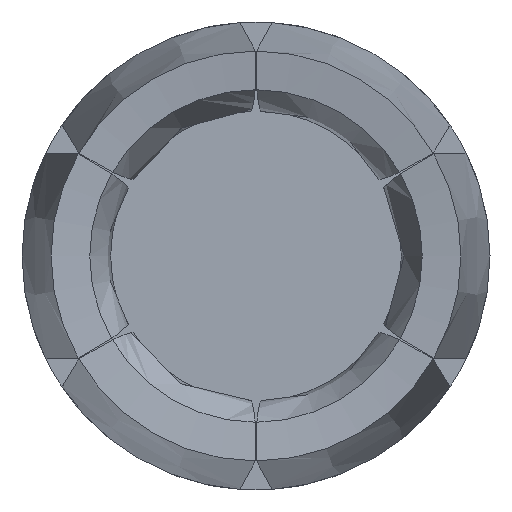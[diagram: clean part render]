
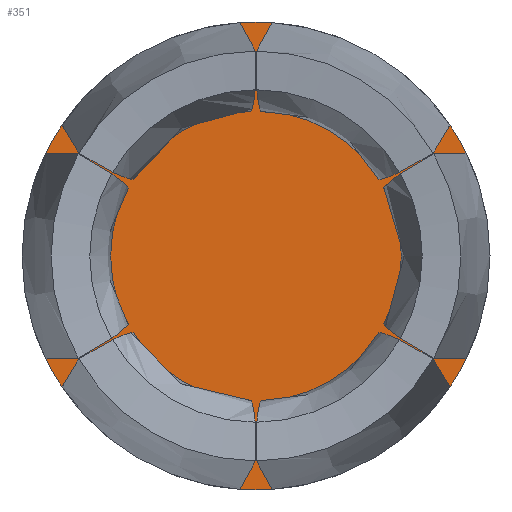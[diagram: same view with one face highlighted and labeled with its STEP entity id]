
A CAD part, front view. The second image highlights one B-rep face of the part: STEP entity #351.
In plain terms, the highlighted planar face has unit normal (0, -1, 0).
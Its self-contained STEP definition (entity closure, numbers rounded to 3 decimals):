
#75=LINE('',#1764,#159);
#78=LINE('',#1774,#162);
#89=LINE('',#1861,#173);
#92=LINE('',#1869,#176);
#103=LINE('',#1956,#187);
#106=LINE('',#1964,#190);
#117=LINE('',#2051,#201);
#120=LINE('',#2059,#204);
#127=LINE('',#2078,#211);
#143=LINE('',#2209,#227);
#145=LINE('',#2215,#229);
#146=LINE('',#2217,#230);
#159=VECTOR('',#1406,1.);
#162=VECTOR('',#1417,1.);
#173=VECTOR('',#1450,1.);
#176=VECTOR('',#1459,1.);
#187=VECTOR('',#1492,1.);
#190=VECTOR('',#1501,1.);
#201=VECTOR('',#1534,1.);
#204=VECTOR('',#1543,1.);
#211=VECTOR('',#1558,1.);
#227=VECTOR('',#1622,1.);
#229=VECTOR('',#1630,1.);
#230=VECTOR('',#1633,1.);
#351=ADVANCED_FACE('',(#436),#382,.T.);
#382=PLANE('',#1331);
#436=FACE_OUTER_BOUND('',#506,.T.);
#506=EDGE_LOOP('',(#815,#816,#817,#818,#819,#820,#821,#822,#823,#824,#825,
#826,#827,#828,#829,#830,#831,#832,#833,#834,#835,#836,#837,#838,#839));
#815=ORIENTED_EDGE('',*,*,#1150,.T.);
#816=ORIENTED_EDGE('',*,*,#1137,.F.);
#817=ORIENTED_EDGE('',*,*,#1015,.T.);
#818=ORIENTED_EDGE('',*,*,#1018,.F.);
#819=ORIENTED_EDGE('',*,*,#1017,.F.);
#820=ORIENTED_EDGE('',*,*,#1020,.T.);
#821=ORIENTED_EDGE('',*,*,#1145,.F.);
#822=ORIENTED_EDGE('',*,*,#1042,.T.);
#823=ORIENTED_EDGE('',*,*,#1044,.F.);
#824=ORIENTED_EDGE('',*,*,#1046,.T.);
#825=ORIENTED_EDGE('',*,*,#1144,.F.);
#826=ORIENTED_EDGE('',*,*,#1068,.T.);
#827=ORIENTED_EDGE('',*,*,#1070,.F.);
#828=ORIENTED_EDGE('',*,*,#1072,.T.);
#829=ORIENTED_EDGE('',*,*,#1143,.F.);
#830=ORIENTED_EDGE('',*,*,#1094,.T.);
#831=ORIENTED_EDGE('',*,*,#1096,.F.);
#832=ORIENTED_EDGE('',*,*,#1098,.T.);
#833=ORIENTED_EDGE('',*,*,#1142,.F.);
#834=ORIENTED_EDGE('',*,*,#1107,.T.);
#835=ORIENTED_EDGE('',*,*,#1100,.F.);
#836=ORIENTED_EDGE('',*,*,#1151,.T.);
#837=ORIENTED_EDGE('',*,*,#1140,.F.);
#838=ORIENTED_EDGE('',*,*,#1147,.T.);
#839=ORIENTED_EDGE('',*,*,#1149,.F.);
#887=VERTEX_POINT('',#1761);
#888=VERTEX_POINT('',#1763);
#889=VERTEX_POINT('',#1767);
#890=VERTEX_POINT('',#1769);
#891=VERTEX_POINT('',#1773);
#906=VERTEX_POINT('',#1858);
#907=VERTEX_POINT('',#1860);
#908=VERTEX_POINT('',#1864);
#909=VERTEX_POINT('',#1868);
#924=VERTEX_POINT('',#1953);
#925=VERTEX_POINT('',#1955);
#926=VERTEX_POINT('',#1959);
#927=VERTEX_POINT('',#1963);
#942=VERTEX_POINT('',#2048);
#943=VERTEX_POINT('',#2050);
#944=VERTEX_POINT('',#2054);
#945=VERTEX_POINT('',#2058);
#947=VERTEX_POINT('',#2063);
#948=VERTEX_POINT('',#2065);
#951=VERTEX_POINT('',#2072);
#975=VERTEX_POINT('',#2195);
#976=VERTEX_POINT('',#2198);
#977=VERTEX_POINT('',#2200);
#978=VERTEX_POINT('',#2208);
#979=VERTEX_POINT('',#2212);
#1015=EDGE_CURVE('',#887,#888,#75,.T.);
#1017=EDGE_CURVE('',#889,#890,#1174,.T.);
#1018=EDGE_CURVE('',#890,#888,#1175,.T.);
#1020=EDGE_CURVE('',#889,#891,#78,.T.);
#1042=EDGE_CURVE('',#906,#907,#89,.T.);
#1044=EDGE_CURVE('',#908,#907,#1181,.T.);
#1046=EDGE_CURVE('',#908,#909,#92,.T.);
#1068=EDGE_CURVE('',#924,#925,#103,.T.);
#1070=EDGE_CURVE('',#926,#925,#1187,.T.);
#1072=EDGE_CURVE('',#926,#927,#106,.T.);
#1094=EDGE_CURVE('',#942,#943,#117,.T.);
#1096=EDGE_CURVE('',#944,#943,#1193,.T.);
#1098=EDGE_CURVE('',#944,#945,#120,.T.);
#1100=EDGE_CURVE('',#947,#948,#1194,.T.);
#1107=EDGE_CURVE('',#951,#948,#127,.T.);
#1137=EDGE_CURVE('',#887,#975,#1204,.T.);
#1140=EDGE_CURVE('',#976,#977,#1205,.T.);
#1142=EDGE_CURVE('',#951,#945,#1206,.T.);
#1143=EDGE_CURVE('',#942,#927,#1207,.T.);
#1144=EDGE_CURVE('',#924,#909,#1208,.T.);
#1145=EDGE_CURVE('',#906,#891,#1209,.T.);
#1147=EDGE_CURVE('',#976,#978,#143,.T.);
#1149=EDGE_CURVE('',#979,#978,#1210,.T.);
#1150=EDGE_CURVE('',#979,#975,#145,.T.);
#1151=EDGE_CURVE('',#947,#977,#146,.T.);
#1174=CIRCLE('',#1254,2.1);
#1175=CIRCLE('',#1255,2.1);
#1181=CIRCLE('',#1269,2.1);
#1187=CIRCLE('',#1283,2.1);
#1193=CIRCLE('',#1297,2.1);
#1194=CIRCLE('',#1300,2.1);
#1204=CIRCLE('',#1320,3.);
#1205=CIRCLE('',#1321,3.);
#1206=CIRCLE('',#1322,3.);
#1207=CIRCLE('',#1323,3.);
#1208=CIRCLE('',#1324,3.);
#1209=CIRCLE('',#1325,3.);
#1210=CIRCLE('',#1328,2.1);
#1254=AXIS2_PLACEMENT_3D('',#1768,#1410,#1411);
#1255=AXIS2_PLACEMENT_3D('',#1770,#1412,#1413);
#1269=AXIS2_PLACEMENT_3D('',#1865,#1454,#1455);
#1283=AXIS2_PLACEMENT_3D('',#1960,#1496,#1497);
#1297=AXIS2_PLACEMENT_3D('',#2055,#1538,#1539);
#1300=AXIS2_PLACEMENT_3D('',#2064,#1547,#1548);
#1320=AXIS2_PLACEMENT_3D('',#2194,#1604,#1605);
#1321=AXIS2_PLACEMENT_3D('',#2199,#1608,#1609);
#1322=AXIS2_PLACEMENT_3D('',#2202,#1611,#1612);
#1323=AXIS2_PLACEMENT_3D('',#2203,#1613,#1614);
#1324=AXIS2_PLACEMENT_3D('',#2204,#1615,#1616);
#1325=AXIS2_PLACEMENT_3D('',#2205,#1617,#1618);
#1328=AXIS2_PLACEMENT_3D('',#2213,#1626,#1627);
#1331=AXIS2_PLACEMENT_3D('',#2218,#1634,#1635);
#1406=DIRECTION('',(-0.866,0.,0.5));
#1410=DIRECTION('',(0.,1.,0.));
#1411=DIRECTION('',(0.91,0.,0.415));
#1412=DIRECTION('',(0.,1.,0.));
#1413=DIRECTION('',(1.,0.,0.));
#1417=DIRECTION('',(0.866,0.,0.5));
#1450=DIRECTION('',(-0.866,0.,-0.5));
#1454=DIRECTION('',(0.,1.,0.));
#1455=DIRECTION('',(0.095,0.,0.995));
#1459=DIRECTION('',(0.,0.,1.));
#1492=DIRECTION('',(0.,0.,-1.));
#1496=DIRECTION('',(0.,1.,0.));
#1497=DIRECTION('',(-0.814,0.,0.58));
#1501=DIRECTION('',(-0.866,0.,0.5));
#1534=DIRECTION('',(0.866,0.,-0.5));
#1538=DIRECTION('',(0.,1.,0.));
#1539=DIRECTION('',(-0.91,0.,-0.415));
#1543=DIRECTION('',(-0.866,0.,-0.5));
#1547=DIRECTION('',(0.,1.,0.));
#1548=DIRECTION('',(-0.095,0.,-0.995));
#1558=DIRECTION('',(0.866,0.,0.5));
#1604=DIRECTION('',(0.,1.,0.));
#1605=DIRECTION('',(0.897,0.,-0.441));
#1608=DIRECTION('',(0.,1.,0.));
#1609=DIRECTION('',(0.067,0.,-0.998));
#1611=DIRECTION('',(0.,1.,0.));
#1612=DIRECTION('',(-0.831,0.,-0.557));
#1613=DIRECTION('',(0.,1.,0.));
#1614=DIRECTION('',(-0.897,0.,0.441));
#1615=DIRECTION('',(0.,1.,0.));
#1616=DIRECTION('',(-0.067,0.,0.998));
#1617=DIRECTION('',(0.,1.,0.));
#1618=DIRECTION('',(0.831,0.,0.557));
#1622=DIRECTION('',(0.,0.,1.));
#1626=DIRECTION('',(0.,1.,0.));
#1627=DIRECTION('',(0.814,0.,-0.58));
#1630=DIRECTION('',(0.866,0.,-0.5));
#1633=DIRECTION('',(0.,0.,-1.));
#1634=DIRECTION('',(0.,-1.,0.));
#1635=DIRECTION('',(0.,0.,-1.));
#1761=CARTESIAN_POINT('',(2.692,-13.1,-1.323));
#1763=CARTESIAN_POINT('',(1.91,-13.1,-0.872));
#1764=CARTESIAN_POINT('',(2.692,-13.1,-1.323));
#1767=CARTESIAN_POINT('',(1.91,-13.1,0.872));
#1768=CARTESIAN_POINT('',(0.,-13.1,0.));
#1769=CARTESIAN_POINT('',(2.1,-13.1,0.));
#1770=CARTESIAN_POINT('',(0.,-13.1,0.));
#1773=CARTESIAN_POINT('',(2.692,-13.1,1.323));
#1774=CARTESIAN_POINT('',(1.91,-13.1,0.872));
#1858=CARTESIAN_POINT('',(2.492,-13.1,1.67));
#1860=CARTESIAN_POINT('',(1.71,-13.1,1.218));
#1861=CARTESIAN_POINT('',(2.492,-13.1,1.67));
#1864=CARTESIAN_POINT('',(0.2,-13.1,2.09));
#1865=CARTESIAN_POINT('',(0.,-13.1,0.));
#1868=CARTESIAN_POINT('',(0.2,-13.1,2.993));
#1869=CARTESIAN_POINT('',(0.2,-13.1,2.09));
#1953=CARTESIAN_POINT('',(-0.2,-13.1,2.993));
#1955=CARTESIAN_POINT('',(-0.2,-13.1,2.09));
#1956=CARTESIAN_POINT('',(-0.2,-13.1,2.993));
#1959=CARTESIAN_POINT('',(-1.71,-13.1,1.218));
#1960=CARTESIAN_POINT('',(0.,-13.1,0.));
#1963=CARTESIAN_POINT('',(-2.492,-13.1,1.67));
#1964=CARTESIAN_POINT('',(-1.71,-13.1,1.218));
#2048=CARTESIAN_POINT('',(-2.692,-13.1,1.323));
#2050=CARTESIAN_POINT('',(-1.91,-13.1,0.872));
#2051=CARTESIAN_POINT('',(-2.692,-13.1,1.323));
#2054=CARTESIAN_POINT('',(-1.91,-13.1,-0.872));
#2055=CARTESIAN_POINT('',(0.,-13.1,0.));
#2058=CARTESIAN_POINT('',(-2.692,-13.1,-1.323));
#2059=CARTESIAN_POINT('',(-1.91,-13.1,-0.872));
#2063=CARTESIAN_POINT('',(-0.2,-13.1,-2.09));
#2064=CARTESIAN_POINT('',(0.,-13.1,0.));
#2065=CARTESIAN_POINT('',(-1.71,-13.1,-1.218));
#2072=CARTESIAN_POINT('',(-2.492,-13.1,-1.67));
#2078=CARTESIAN_POINT('',(-2.492,-13.1,-1.67));
#2194=CARTESIAN_POINT('',(0.,-13.1,0.));
#2195=CARTESIAN_POINT('',(2.492,-13.1,-1.67));
#2198=CARTESIAN_POINT('',(0.2,-13.1,-2.993));
#2199=CARTESIAN_POINT('',(0.,-13.1,0.));
#2200=CARTESIAN_POINT('',(-0.2,-13.1,-2.993));
#2202=CARTESIAN_POINT('',(0.,-13.1,0.));
#2203=CARTESIAN_POINT('',(0.,-13.1,0.));
#2204=CARTESIAN_POINT('',(0.,-13.1,0.));
#2205=CARTESIAN_POINT('',(0.,-13.1,0.));
#2208=CARTESIAN_POINT('',(0.2,-13.1,-2.09));
#2209=CARTESIAN_POINT('',(0.2,-13.1,-2.993));
#2212=CARTESIAN_POINT('',(1.71,-13.1,-1.218));
#2213=CARTESIAN_POINT('',(0.,-13.1,0.));
#2215=CARTESIAN_POINT('',(1.71,-13.1,-1.218));
#2217=CARTESIAN_POINT('',(-0.2,-13.1,-2.09));
#2218=CARTESIAN_POINT('',(-3.062,-13.1,3.4));
